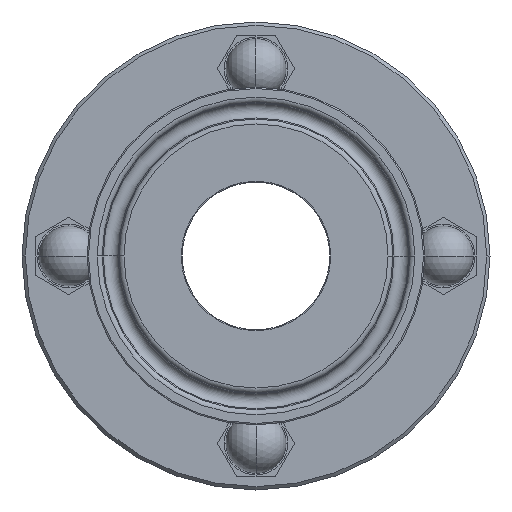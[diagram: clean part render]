
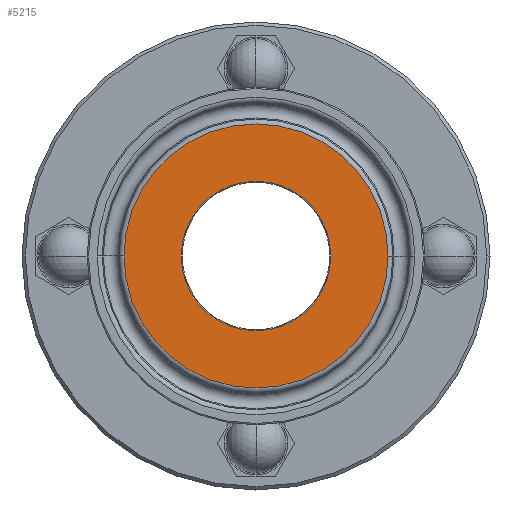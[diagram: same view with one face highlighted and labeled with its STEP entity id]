
A CAD part, left-side view. The second image highlights one B-rep face of the part: STEP entity #5215.
In plain terms, the highlighted planar face has unit normal (-1, 0, 0).
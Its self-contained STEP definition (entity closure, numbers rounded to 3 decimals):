
#43 = EDGE_CURVE ( 'NONE', #2599, #489, #3718, .T. ) ;
#325 = CIRCLE ( 'NONE', #1080, 11.18 ) ;
#432 = DIRECTION ( 'NONE',  ( -1., 0., 0. ) ) ;
#489 = VERTEX_POINT ( 'NONE', #862 ) ;
#862 = CARTESIAN_POINT ( 'NONE',  ( -52.5, 0., -11.18 ) ) ;
#872 = DIRECTION ( 'NONE',  ( 0., 0., 1. ) ) ;
#914 = FACE_BOUND ( 'NONE', #1062, .T. ) ;
#933 = CARTESIAN_POINT ( 'NONE',  ( -52.5, 0., 0. ) ) ;
#1062 = EDGE_LOOP ( 'NONE', ( #5094, #2561 ) ) ;
#1080 = AXIS2_PLACEMENT_3D ( 'NONE', #933, #1313, #872 ) ;
#1313 = DIRECTION ( 'NONE',  ( -1., 0., 0. ) ) ;
#1332 = DIRECTION ( 'NONE',  ( 0., -1., 0. ) ) ;
#1430 = CARTESIAN_POINT ( 'NONE',  ( -52.5, 23.05, 0. ) ) ;
#1459 = VERTEX_POINT ( 'NONE', #3392 ) ;
#1522 = ORIENTED_EDGE ( 'NONE', *, *, #4136, .T. ) ;
#2128 = AXIS2_PLACEMENT_3D ( 'NONE', #3306, #2454, #5570 ) ;
#2185 = CARTESIAN_POINT ( 'NONE',  ( -52.5, 0., 0. ) ) ;
#2203 = VERTEX_POINT ( 'NONE', #2983 ) ;
#2372 = EDGE_LOOP ( 'NONE', ( #2884, #1522 ) ) ;
#2454 = DIRECTION ( 'NONE',  ( -1., 0., 0. ) ) ;
#2561 = ORIENTED_EDGE ( 'NONE', *, *, #5540, .F. ) ;
#2599 = VERTEX_POINT ( 'NONE', #4604 ) ;
#2601 = CIRCLE ( 'NONE', #2896, 19.747 ) ;
#2708 = DIRECTION ( 'NONE',  ( 1., 0., 0. ) ) ;
#2762 = DIRECTION ( 'NONE',  ( 0., 1., 0. ) ) ;
#2884 = ORIENTED_EDGE ( 'NONE', *, *, #4821, .T. ) ;
#2896 = AXIS2_PLACEMENT_3D ( 'NONE', #2185, #3593, #1332 ) ;
#2983 = CARTESIAN_POINT ( 'NONE',  ( -52.5, -19.747, 0. ) ) ;
#3158 = FACE_OUTER_BOUND ( 'NONE', #2372, .T. ) ;
#3306 = CARTESIAN_POINT ( 'NONE',  ( -52.5, 0., 0. ) ) ;
#3392 = CARTESIAN_POINT ( 'NONE',  ( -52.5, 19.747, 0. ) ) ;
#3593 = DIRECTION ( 'NONE',  ( -1., 0., 0. ) ) ;
#3595 = DIRECTION ( 'NONE',  ( 0., 0., 1. ) ) ;
#3718 = CIRCLE ( 'NONE', #5064, 11.18 ) ;
#4136 = EDGE_CURVE ( 'NONE', #1459, #2203, #5288, .T. ) ;
#4604 = CARTESIAN_POINT ( 'NONE',  ( -52.5, 0., 11.18 ) ) ;
#4821 = EDGE_CURVE ( 'NONE', #2203, #1459, #2601, .T. ) ;
#4897 = CARTESIAN_POINT ( 'NONE',  ( -52.5, 0., 0. ) ) ;
#5021 = PLANE ( 'NONE',  #5170 ) ;
#5064 = AXIS2_PLACEMENT_3D ( 'NONE', #4897, #432, #3595 ) ;
#5094 = ORIENTED_EDGE ( 'NONE', *, *, #43, .F. ) ;
#5170 = AXIS2_PLACEMENT_3D ( 'NONE', #1430, #2708, #2762 ) ;
#5215 = ADVANCED_FACE ( 'NONE', ( #914, #3158 ), #5021, .F. ) ;
#5288 = CIRCLE ( 'NONE', #2128, 19.747 ) ;
#5540 = EDGE_CURVE ( 'NONE', #489, #2599, #325, .T. ) ;
#5570 = DIRECTION ( 'NONE',  ( 0., -1., 0. ) ) ;
